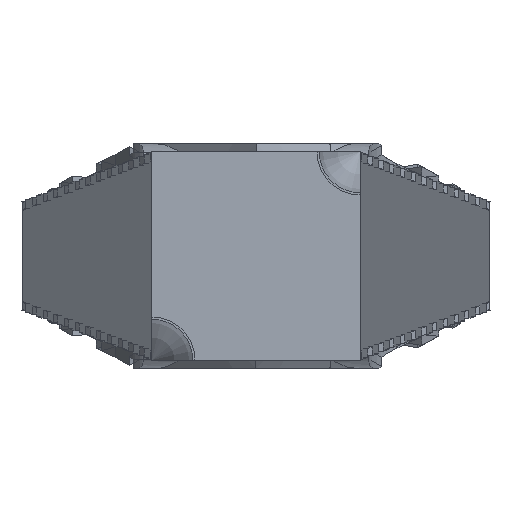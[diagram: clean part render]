
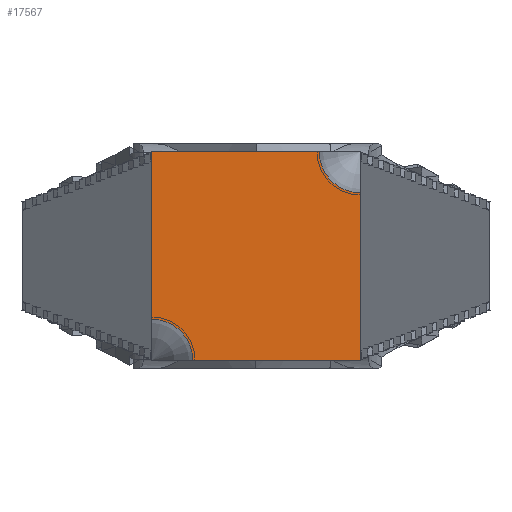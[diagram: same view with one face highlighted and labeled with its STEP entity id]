
A CAD part, front view. The second image highlights one B-rep face of the part: STEP entity #17567.
In plain terms, the highlighted planar face has unit normal (0, -1, 0).
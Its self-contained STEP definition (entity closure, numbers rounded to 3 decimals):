
#85 = ORIENTED_EDGE ( 'NONE', *, *, #6182, .F. ) ;
#1466 = CARTESIAN_POINT ( 'NONE',  ( 6., -475., -6. ) ) ;
#3938 = DIRECTION ( 'NONE',  ( 0., 0., 1. ) ) ;
#5001 = ORIENTED_EDGE ( 'NONE', *, *, #23899, .F. ) ;
#6182 = EDGE_CURVE ( 'NONE', #33578, #15713, #6733, .T. ) ;
#6336 = EDGE_CURVE ( 'NONE', #20485, #30354, #31544, .T. ) ;
#6733 = LINE ( 'NONE', #31921, #12088 ) ;
#6805 = CARTESIAN_POINT ( 'NONE',  ( -6., -475., -6. ) ) ;
#7959 = VECTOR ( 'NONE', #27053, 1000. ) ;
#8299 = VERTEX_POINT ( 'NONE', #9111 ) ;
#9111 = CARTESIAN_POINT ( 'NONE',  ( 6., -475., 3.648 ) ) ;
#9359 = CARTESIAN_POINT ( 'NONE',  ( 3.648, -475., 6. ) ) ;
#9410 = CARTESIAN_POINT ( 'NONE',  ( -3.648, -475., -6. ) ) ;
#9963 = AXIS2_PLACEMENT_3D ( 'NONE', #6805, #17416, #3938 ) ;
#10230 = EDGE_LOOP ( 'NONE', ( #85, #5001, #33857, #14337, #34040, #19796 ) ) ;
#11347 = CARTESIAN_POINT ( 'NONE',  ( -6., -475., 6. ) ) ;
#12088 = VECTOR ( 'NONE', #20521, 1000. ) ;
#12112 = CARTESIAN_POINT ( 'NONE',  ( 6., -475., 6. ) ) ;
#12261 = DIRECTION ( 'NONE',  ( 0., 0., 1. ) ) ;
#13004 = VERTEX_POINT ( 'NONE', #18597 ) ;
#13858 = AXIS2_PLACEMENT_3D ( 'NONE', #12112, #15117, #33371 ) ;
#14337 = ORIENTED_EDGE ( 'NONE', *, *, #6336, .F. ) ;
#15117 = DIRECTION ( 'NONE',  ( 0., -1., 0. ) ) ;
#15638 = AXIS2_PLACEMENT_3D ( 'NONE', #17241, #28088, #12261 ) ;
#15713 = VERTEX_POINT ( 'NONE', #9410 ) ;
#16247 = CIRCLE ( 'NONE', #13858, 2.352 ) ;
#17241 = CARTESIAN_POINT ( 'NONE',  ( 0., -475., 0. ) ) ;
#17312 = VECTOR ( 'NONE', #22844, 1000. ) ;
#17416 = DIRECTION ( 'NONE',  ( 0., -1., 0. ) ) ;
#17567 = ADVANCED_FACE ( 'NONE', ( #27821 ), #33294, .T. ) ;
#18012 = DIRECTION ( 'NONE',  ( 0., 0., 1. ) ) ;
#18081 = EDGE_CURVE ( 'NONE', #30354, #8299, #16247, .T. ) ;
#18597 = CARTESIAN_POINT ( 'NONE',  ( -6., -475., -3.648 ) ) ;
#19749 = CIRCLE ( 'NONE', #9963, 2.352 ) ;
#19796 = ORIENTED_EDGE ( 'NONE', *, *, #32504, .F. ) ;
#20063 = CARTESIAN_POINT ( 'NONE',  ( -6., -475., 6. ) ) ;
#20485 = VERTEX_POINT ( 'NONE', #20063 ) ;
#20521 = DIRECTION ( 'NONE',  ( -1., 0., 0. ) ) ;
#20937 = CARTESIAN_POINT ( 'NONE',  ( -6., -475., -6. ) ) ;
#22844 = DIRECTION ( 'NONE',  ( 0., 0., -1. ) ) ;
#23899 = EDGE_CURVE ( 'NONE', #8299, #33578, #29343, .T. ) ;
#24448 = LINE ( 'NONE', #20937, #26934 ) ;
#26934 = VECTOR ( 'NONE', #18012, 1000. ) ;
#27053 = DIRECTION ( 'NONE',  ( 1., 0., 0. ) ) ;
#27821 = FACE_OUTER_BOUND ( 'NONE', #10230, .T. ) ;
#28088 = DIRECTION ( 'NONE',  ( 0., -1., 0. ) ) ;
#29126 = EDGE_CURVE ( 'NONE', #13004, #20485, #24448, .T. ) ;
#29343 = LINE ( 'NONE', #30588, #17312 ) ;
#30354 = VERTEX_POINT ( 'NONE', #9359 ) ;
#30588 = CARTESIAN_POINT ( 'NONE',  ( 6., -475., -6. ) ) ;
#31544 = LINE ( 'NONE', #11347, #7959 ) ;
#31921 = CARTESIAN_POINT ( 'NONE',  ( -6., -475., -6. ) ) ;
#32504 = EDGE_CURVE ( 'NONE', #15713, #13004, #19749, .T. ) ;
#33294 = PLANE ( 'NONE',  #15638 ) ;
#33371 = DIRECTION ( 'NONE',  ( 0., 0., 1. ) ) ;
#33578 = VERTEX_POINT ( 'NONE', #1466 ) ;
#33857 = ORIENTED_EDGE ( 'NONE', *, *, #18081, .F. ) ;
#34040 = ORIENTED_EDGE ( 'NONE', *, *, #29126, .F. ) ;
